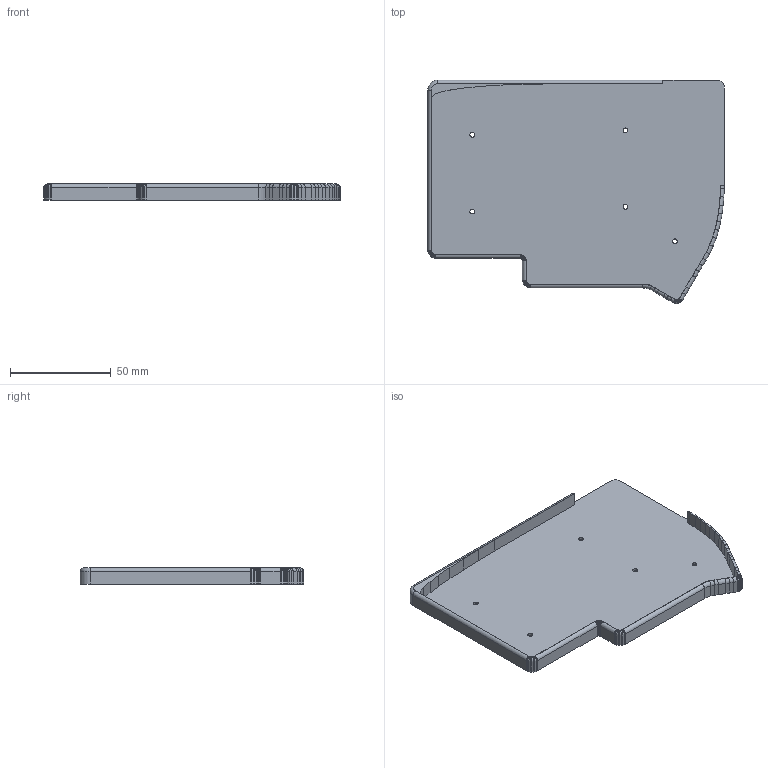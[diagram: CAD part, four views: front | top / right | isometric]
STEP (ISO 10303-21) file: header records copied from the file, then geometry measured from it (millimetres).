
FILE_DESCRIPTION(/* description */ (''),/* implementation_level */ '2;1');
FILE_NAME(/* name */ 'lily allium v10-8mm.step',/* time_stamp */ '2023-11-15T21:33:43+08:00',/* author */ (''),/* organization */ (''),/* preprocessor_version */ 'ST-DEVELOPER v20',/* originating_system */ 'Autodesk Translation Framework v12.14.0.127',/* authorisation */ '');
FILE_SCHEMA (('AUTOMOTIVE_DESIGN { 1 0 10303 214 3 1 1 }'));
Length unit declared in the file: millimetre
Products named in the file (1): lily allium
Bounding box: 147.52 x 111.34 x 8 mm (x, y, z)
Volume: 22663.9 mm3; surface area: 34433.3 mm2
Topology: 1 solids, 1 shells, 209 faces, 561 edges, 354 vertices
Faces by surface type: plane 141, cylinder 66, torus 2
Full cylindrical faces by diameter (mm): 2.4 x5
Entity records: 6769 total; most frequent: CARTESIAN_POINT 1487, ORIENTED_EDGE 1122, DIRECTION 1033, EDGE_CURVE 561, LINE 483, VECTOR 483, VERTEX_POINT 354, AXIS2_PLACEMENT_3D 275
